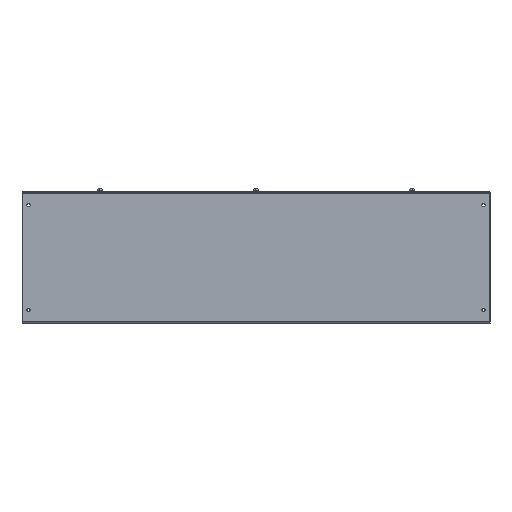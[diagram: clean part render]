
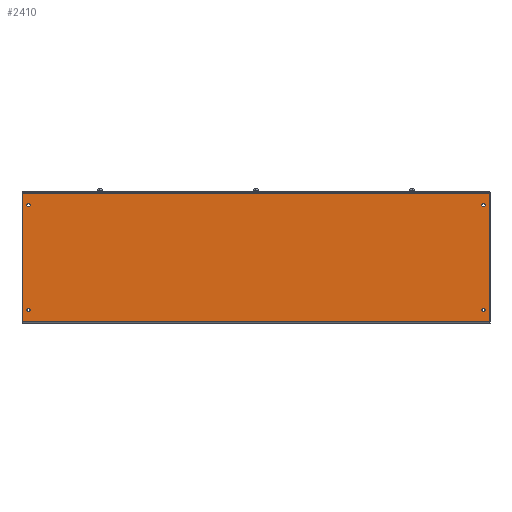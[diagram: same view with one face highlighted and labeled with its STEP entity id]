
A CAD part, left-side view. The second image highlights one B-rep face of the part: STEP entity #2410.
In plain terms, the highlighted planar face has unit normal (-1, 0, 0).
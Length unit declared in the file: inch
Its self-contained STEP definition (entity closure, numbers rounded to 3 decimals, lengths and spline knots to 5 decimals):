
#2 = CARTESIAN_POINT ( 'NONE',  ( -5.072, 17.5, 1. ) ) ;
#18 = EDGE_LOOP ( 'NONE', ( #5070, #5614 ) ) ;
#69 = LINE ( 'NONE', #995, #3485 ) ;
#186 = LINE ( 'NONE', #2839, #6495 ) ;
#262 = DIRECTION ( 'NONE',  ( 0., 0., 1. ) ) ;
#264 = DIRECTION ( 'NONE',  ( 0., 0., 1. ) ) ;
#388 = EDGE_CURVE ( 'NONE', #8565, #5269, #6727, .T. ) ;
#441 = FACE_BOUND ( 'NONE', #18, .T. ) ;
#456 = VERTEX_POINT ( 'NONE', #1840 ) ;
#461 = EDGE_CURVE ( 'NONE', #456, #8374, #1958, .T. ) ;
#570 = FACE_BOUND ( 'NONE', #4895, .T. ) ;
#821 = CARTESIAN_POINT ( 'NONE',  ( -5.072, -18., 0.072 ) ) ;
#844 = DIRECTION ( 'NONE',  ( -1., 0., 0. ) ) ;
#873 = EDGE_CURVE ( 'NONE', #5986, #4776, #4807, .T. ) ;
#959 = VERTEX_POINT ( 'NONE', #1616 ) ;
#995 = CARTESIAN_POINT ( 'NONE',  ( -5.072, -18., 9.964 ) ) ;
#1047 = ORIENTED_EDGE ( 'NONE', *, *, #388, .F. ) ;
#1143 = VERTEX_POINT ( 'NONE', #4664 ) ;
#1155 = DIRECTION ( 'NONE',  ( 0., 0., 1. ) ) ;
#1263 = DIRECTION ( 'NONE',  ( -1., 0., 0. ) ) ;
#1525 = EDGE_CURVE ( 'NONE', #1143, #959, #1796, .T. ) ;
#1607 = ORIENTED_EDGE ( 'NONE', *, *, #2520, .F. ) ;
#1616 = CARTESIAN_POINT ( 'NONE',  ( -5.072, 17.5, 9.205 ) ) ;
#1747 = ORIENTED_EDGE ( 'NONE', *, *, #2089, .T. ) ;
#1767 = EDGE_CURVE ( 'NONE', #4531, #4776, #69, .T. ) ;
#1796 = CIRCLE ( 'NONE', #2077, 0.133 ) ;
#1840 = CARTESIAN_POINT ( 'NONE',  ( -5.072, -17.5, 1.133 ) ) ;
#1895 = DIRECTION ( 'NONE',  ( 0., 0., 1. ) ) ;
#1939 = DIRECTION ( 'NONE',  ( -1., 0., 0. ) ) ;
#1958 = CIRCLE ( 'NONE', #2388, 0.133 ) ;
#1993 = CARTESIAN_POINT ( 'NONE',  ( -5.072, -17.5, 9.072 ) ) ;
#2019 = ORIENTED_EDGE ( 'NONE', *, *, #873, .T. ) ;
#2044 = AXIS2_PLACEMENT_3D ( 'NONE', #7946, #1939, #2472 ) ;
#2077 = AXIS2_PLACEMENT_3D ( 'NONE', #8027, #1263, #2547 ) ;
#2089 = EDGE_CURVE ( 'NONE', #4531, #7176, #4843, .T. ) ;
#2111 = CARTESIAN_POINT ( 'NONE',  ( -5.072, -17.5, 8.939 ) ) ;
#2146 = ORIENTED_EDGE ( 'NONE', *, *, #3360, .F. ) ;
#2388 = AXIS2_PLACEMENT_3D ( 'NONE', #8601, #3252, #5218 ) ;
#2410 = ADVANCED_FACE ( 'NONE', ( #4484, #570, #441, #3964, #3799 ), #4615, .F. ) ;
#2436 = DIRECTION ( 'NONE',  ( 0., 0., -1. ) ) ;
#2472 = DIRECTION ( 'NONE',  ( 0., 0., 1. ) ) ;
#2520 = EDGE_CURVE ( 'NONE', #5269, #8565, #3215, .T. ) ;
#2547 = DIRECTION ( 'NONE',  ( 0., 0., 1. ) ) ;
#2763 = DIRECTION ( 'NONE',  ( 0., 0., 1. ) ) ;
#2772 = VECTOR ( 'NONE', #2763, 39.37008 ) ;
#2816 = VERTEX_POINT ( 'NONE', #2111 ) ;
#2839 = CARTESIAN_POINT ( 'NONE',  ( -5.072, -18., 0.108 ) ) ;
#2995 = CARTESIAN_POINT ( 'NONE',  ( -5.072, 18., 0.108 ) ) ;
#3067 = VECTOR ( 'NONE', #4103, 39.37008 ) ;
#3106 = DIRECTION ( 'NONE',  ( 0., -1., 0. ) ) ;
#3215 = CIRCLE ( 'NONE', #8117, 0.133 ) ;
#3231 = CARTESIAN_POINT ( 'NONE',  ( -5.072, -17.5, 0.867 ) ) ;
#3252 = DIRECTION ( 'NONE',  ( -1., 0., 0. ) ) ;
#3309 = CARTESIAN_POINT ( 'NONE',  ( -5.072, -18., 0.0625 ) ) ;
#3360 = EDGE_CURVE ( 'NONE', #8374, #456, #4829, .T. ) ;
#3485 = VECTOR ( 'NONE', #3106, 39.37008 ) ;
#3535 = ORIENTED_EDGE ( 'NONE', *, *, #1767, .F. ) ;
#3738 = CARTESIAN_POINT ( 'NONE',  ( -5.072, 17.5, 1.133 ) ) ;
#3777 = VERTEX_POINT ( 'NONE', #7567 ) ;
#3791 = ORIENTED_EDGE ( 'NONE', *, *, #7474, .F. ) ;
#3799 = FACE_BOUND ( 'NONE', #4240, .T. ) ;
#3890 = AXIS2_PLACEMENT_3D ( 'NONE', #5712, #8438, #264 ) ;
#3950 = EDGE_CURVE ( 'NONE', #3777, #2816, #6241, .T. ) ;
#3964 = FACE_BOUND ( 'NONE', #8426, .T. ) ;
#3980 = ORIENTED_EDGE ( 'NONE', *, *, #461, .F. ) ;
#4103 = DIRECTION ( 'NONE',  ( 0., 0., -1. ) ) ;
#4240 = EDGE_LOOP ( 'NONE', ( #3791, #5773 ) ) ;
#4484 = FACE_OUTER_BOUND ( 'NONE', #6473, .T. ) ;
#4487 = DIRECTION ( 'NONE',  ( -1., 0., 0. ) ) ;
#4531 = VERTEX_POINT ( 'NONE', #5208 ) ;
#4615 = PLANE ( 'NONE',  #7002 ) ;
#4664 = CARTESIAN_POINT ( 'NONE',  ( -5.072, 17.5, 8.939 ) ) ;
#4776 = VERTEX_POINT ( 'NONE', #8682 ) ;
#4807 = LINE ( 'NONE', #821, #2772 ) ;
#4829 = CIRCLE ( 'NONE', #5536, 0.133 ) ;
#4843 = LINE ( 'NONE', #5464, #3067 ) ;
#4865 = CIRCLE ( 'NONE', #3890, 0.133 ) ;
#4895 = EDGE_LOOP ( 'NONE', ( #3980, #2146 ) ) ;
#4969 = ORIENTED_EDGE ( 'NONE', *, *, #6188, .F. ) ;
#5070 = ORIENTED_EDGE ( 'NONE', *, *, #3950, .F. ) ;
#5142 = CARTESIAN_POINT ( 'NONE',  ( -5.072, 17.5, 0.867 ) ) ;
#5153 = CARTESIAN_POINT ( 'NONE',  ( -5.072, -17.5, 1. ) ) ;
#5208 = CARTESIAN_POINT ( 'NONE',  ( -5.072, 18., 9.964 ) ) ;
#5218 = DIRECTION ( 'NONE',  ( 0., 0., 1. ) ) ;
#5269 = VERTEX_POINT ( 'NONE', #3738 ) ;
#5464 = CARTESIAN_POINT ( 'NONE',  ( -5.072, 18., 0.072 ) ) ;
#5536 = AXIS2_PLACEMENT_3D ( 'NONE', #5153, #4487, #1155 ) ;
#5579 = CARTESIAN_POINT ( 'NONE',  ( -5.072, 17.5, 1. ) ) ;
#5614 = ORIENTED_EDGE ( 'NONE', *, *, #6843, .F. ) ;
#5672 = DIRECTION ( 'NONE',  ( 0., 1., 0. ) ) ;
#5712 = CARTESIAN_POINT ( 'NONE',  ( -5.072, 17.5, 9.072 ) ) ;
#5773 = ORIENTED_EDGE ( 'NONE', *, *, #1525, .F. ) ;
#5986 = VERTEX_POINT ( 'NONE', #7141 ) ;
#6067 = CIRCLE ( 'NONE', #7193, 0.133 ) ;
#6188 = EDGE_CURVE ( 'NONE', #5986, #7176, #186, .T. ) ;
#6241 = CIRCLE ( 'NONE', #2044, 0.133 ) ;
#6473 = EDGE_LOOP ( 'NONE', ( #3535, #1747, #4969, #2019 ) ) ;
#6495 = VECTOR ( 'NONE', #5672, 39.37008 ) ;
#6598 = DIRECTION ( 'NONE',  ( 1., 0., 0. ) ) ;
#6727 = CIRCLE ( 'NONE', #8131, 0.133 ) ;
#6843 = EDGE_CURVE ( 'NONE', #2816, #3777, #6067, .T. ) ;
#7002 = AXIS2_PLACEMENT_3D ( 'NONE', #3309, #6598, #2436 ) ;
#7141 = CARTESIAN_POINT ( 'NONE',  ( -5.072, -18., 0.108 ) ) ;
#7176 = VERTEX_POINT ( 'NONE', #2995 ) ;
#7193 = AXIS2_PLACEMENT_3D ( 'NONE', #1993, #7913, #1895 ) ;
#7474 = EDGE_CURVE ( 'NONE', #959, #1143, #4865, .T. ) ;
#7475 = DIRECTION ( 'NONE',  ( 0., 0., 1. ) ) ;
#7567 = CARTESIAN_POINT ( 'NONE',  ( -5.072, -17.5, 9.205 ) ) ;
#7913 = DIRECTION ( 'NONE',  ( -1., 0., 0. ) ) ;
#7946 = CARTESIAN_POINT ( 'NONE',  ( -5.072, -17.5, 9.072 ) ) ;
#8027 = CARTESIAN_POINT ( 'NONE',  ( -5.072, 17.5, 9.072 ) ) ;
#8117 = AXIS2_PLACEMENT_3D ( 'NONE', #2, #844, #7475 ) ;
#8131 = AXIS2_PLACEMENT_3D ( 'NONE', #5579, #8267, #262 ) ;
#8267 = DIRECTION ( 'NONE',  ( -1., 0., 0. ) ) ;
#8374 = VERTEX_POINT ( 'NONE', #3231 ) ;
#8426 = EDGE_LOOP ( 'NONE', ( #1607, #1047 ) ) ;
#8438 = DIRECTION ( 'NONE',  ( -1., 0., 0. ) ) ;
#8565 = VERTEX_POINT ( 'NONE', #5142 ) ;
#8601 = CARTESIAN_POINT ( 'NONE',  ( -5.072, -17.5, 1. ) ) ;
#8682 = CARTESIAN_POINT ( 'NONE',  ( -5.072, -18., 9.964 ) ) ;
